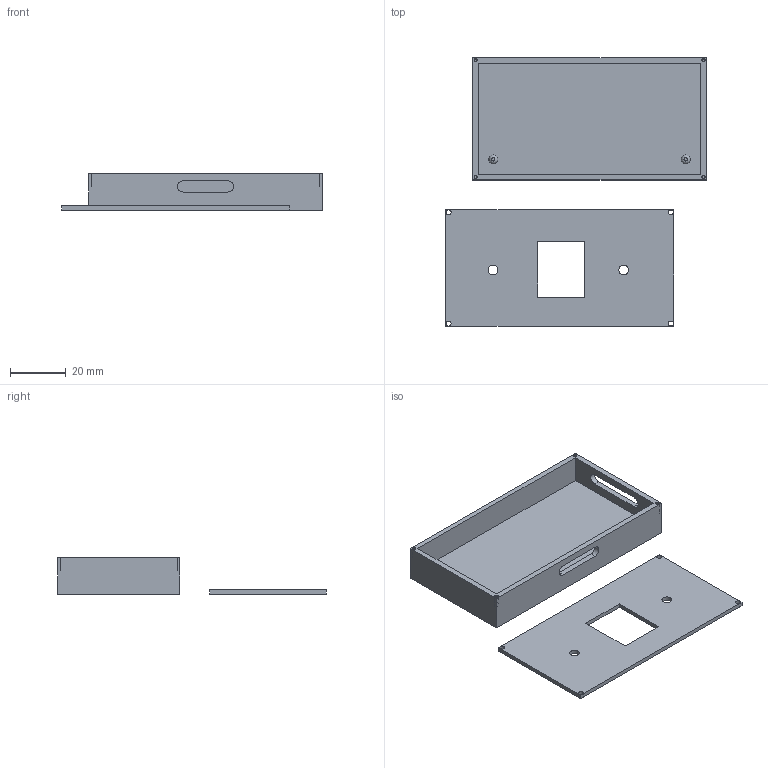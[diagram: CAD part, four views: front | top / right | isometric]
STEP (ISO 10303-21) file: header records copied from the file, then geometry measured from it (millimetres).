
FILE_DESCRIPTION(/* description */ (''),/* implementation_level */ '2;1');
FILE_NAME(/* name */ 'BeanPad - Knobs-Bottom.step',/* time_stamp */ '2025-06-14T23:00:11-04:00',/* author */ (''),/* organization */ (''),/* preprocessor_version */ 'ST-DEVELOPER v20.1',/* originating_system */ 'Autodesk Translation Framework v14.4.0.0',/* authorisation */ '');
FILE_SCHEMA (('AUTOMOTIVE_DESIGN { 1 0 10303 214 3 1 1 }'));
Length unit declared in the file: millimetre
Products named in the file (2): BeanPad - Knobs; BeanPad
Assembly tree (1 placements, depth 2):
  BeanPad - Knobs
    BeanPad
Bounding box: 93.7 x 96.65 x 13 mm (x, y, z)
Volume: 20243.5 mm3; surface area: 20125.4 mm2
Topology: 2 solids, 2 shells, 695 faces, 1944 edges, 1296 vertices
Faces by surface type: bspline 351, plane 180, cylinder 164
Full cylindrical faces by diameter (mm): 0.969 x28, 1.253 x5, 1.254 x15, 1.8 x4, 3.2 x2, 3.5 x2
Entity records: 34190 total; most frequent: CARTESIAN_POINT 19195, ORIENTED_EDGE 3888, EDGE_CURVE 1944, DIRECTION 1682, VERTEX_POINT 1296, B_SPLINE_CURVE_WITH_KNOTS 1002, LINE 896, VECTOR 896
